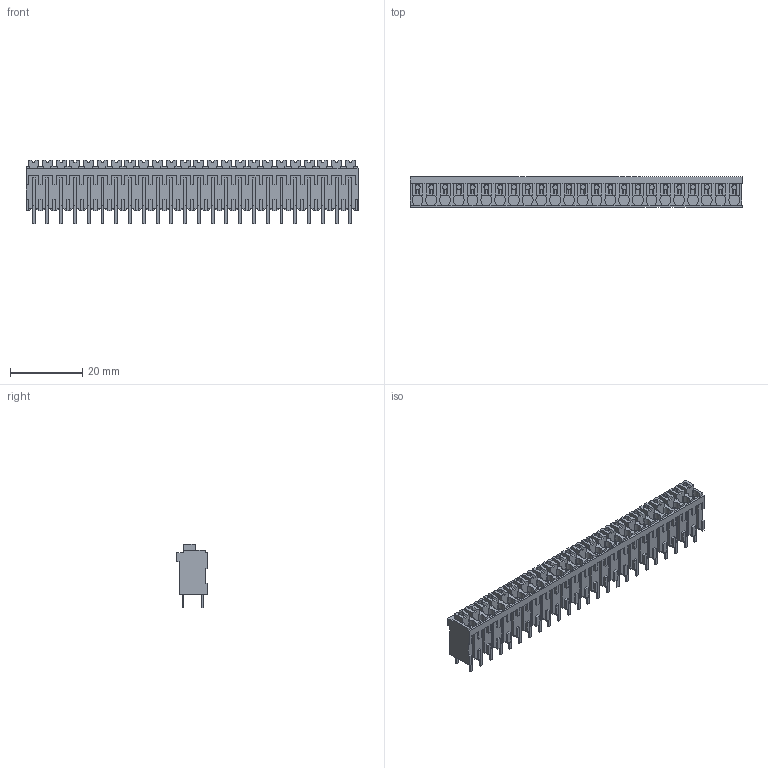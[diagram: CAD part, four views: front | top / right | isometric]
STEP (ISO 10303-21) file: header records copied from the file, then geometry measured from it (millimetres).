
FILE_DESCRIPTION(('CATIA V5 STEP Exchange','CAx-IF Rec.Pracs.--- Model Styling and Organization---1.2---2011-12-15'),'2;1');
FILE_NAME ('D1457952_0_1871010000_1871010000.stp','2018-03-20T07:43:39+00:00',('none'),('Weidmueller'),'CATIA Version 5-6 Release 2014','CATIA V5 STEP AP214','none');
FILE_SCHEMA(('AUTOMOTIVE_DESIGN { 1 0 10303 214 1 1 1 1 }'));
Length unit declared in the file: millimetre
Products named in the file (1): 1871010000
Bounding box: 91.83 x 8.5 x 17.45 mm (x, y, z)
Volume: 7410.7 mm3; surface area: 7933.2 mm2
Topology: 73 solids, 73 shells, 1768 faces, 5000 edges, 3378 vertices
Faces by surface type: plane 1672, cylinder 96
Entity records: 51692 total; most frequent: CARTESIAN_POINT 10127, ORIENTED_EDGE 10000, DIRECTION 6312, EDGE_CURVE 5000, VECTOR 4616, LINE 4616, VERTEX_POINT 3378, ADVANCED_FACE 1768
